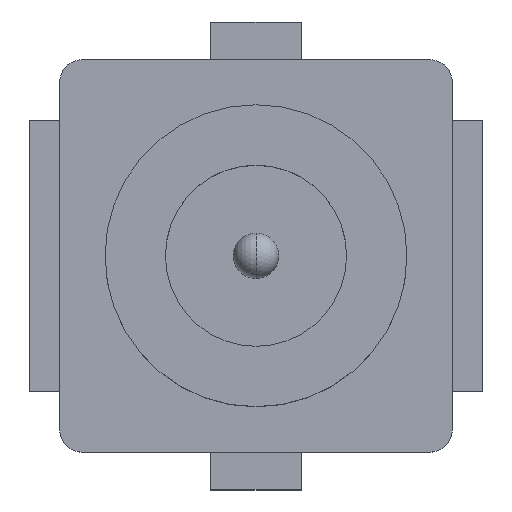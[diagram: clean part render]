
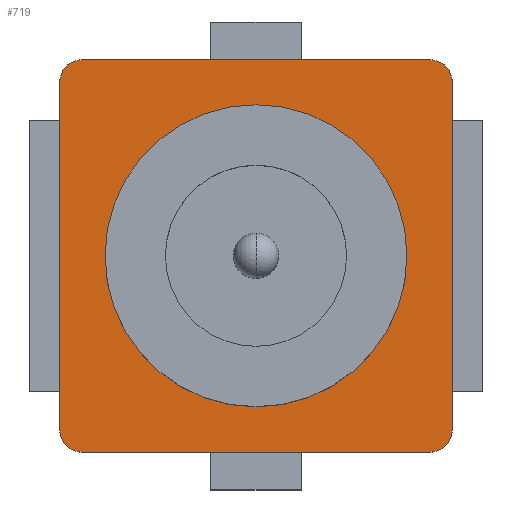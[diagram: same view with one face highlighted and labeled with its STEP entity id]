
A CAD part, top view. The second image highlights one B-rep face of the part: STEP entity #719.
In plain terms, the highlighted planar face has unit normal (0, 0, 1).
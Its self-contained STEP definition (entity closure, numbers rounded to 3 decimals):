
#1 = EDGE_CURVE ( 'NONE', #1390, #774, #1568, .T. ) ;
#7 = CIRCLE ( 'NONE', #1602, 0.15 ) ;
#40 = CARTESIAN_POINT ( 'NONE',  ( 0.15, 2.6, 0.3 ) ) ;
#65 = DIRECTION ( 'NONE',  ( 0., 0., 1. ) ) ;
#81 = CARTESIAN_POINT ( 'NONE',  ( 1.3, 1.3, 0.3 ) ) ;
#89 = LINE ( 'NONE', #1483, #493 ) ;
#142 = CARTESIAN_POINT ( 'NONE',  ( 2.45, 0., 0.3 ) ) ;
#215 = ORIENTED_EDGE ( 'NONE', *, *, #252, .T. ) ;
#221 = DIRECTION ( 'NONE',  ( -1., 0., 0. ) ) ;
#237 = DIRECTION ( 'NONE',  ( 0., 0., -1. ) ) ;
#240 = CARTESIAN_POINT ( 'NONE',  ( 2.45, 2.45, 0.3 ) ) ;
#252 = EDGE_CURVE ( 'NONE', #1271, #1692, #812, .T. ) ;
#267 = ORIENTED_EDGE ( 'NONE', *, *, #1, .T. ) ;
#276 = CARTESIAN_POINT ( 'NONE',  ( 0., 0.15, 0.3 ) ) ;
#281 = VECTOR ( 'NONE', #1506, 1000. ) ;
#345 = VERTEX_POINT ( 'NONE', #1220 ) ;
#368 = DIRECTION ( 'NONE',  ( -1., 0., 0. ) ) ;
#392 = EDGE_CURVE ( 'NONE', #748, #1366, #665, .T. ) ;
#412 = CARTESIAN_POINT ( 'NONE',  ( 0., 2.6, 0.3 ) ) ;
#420 = ORIENTED_EDGE ( 'NONE', *, *, #777, .T. ) ;
#486 = DIRECTION ( 'NONE',  ( 0., 0., -1. ) ) ;
#493 = VECTOR ( 'NONE', #670, 1000. ) ;
#544 = CARTESIAN_POINT ( 'NONE',  ( 2.45, 0.15, 0.3 ) ) ;
#552 = EDGE_LOOP ( 'NONE', ( #1427, #555, #947, #1625, #267, #1733, #1407, #1414 ) ) ;
#555 = ORIENTED_EDGE ( 'NONE', *, *, #1615, .T. ) ;
#610 = CARTESIAN_POINT ( 'NONE',  ( 0.15, 0.15, 0.3 ) ) ;
#646 = CIRCLE ( 'NONE', #721, 0.15 ) ;
#665 = LINE ( 'NONE', #676, #1707 ) ;
#670 = DIRECTION ( 'NONE',  ( 0., -1., 0. ) ) ;
#671 = EDGE_CURVE ( 'NONE', #1209, #345, #646, .T. ) ;
#676 = CARTESIAN_POINT ( 'NONE',  ( 0., 0., 0.3 ) ) ;
#688 = DIRECTION ( 'NONE',  ( -1., 0., 0. ) ) ;
#689 = CARTESIAN_POINT ( 'NONE',  ( 2.6, 0.15, 0.3 ) ) ;
#719 = ADVANCED_FACE ( 'NONE', ( #835, #1237 ), #1300, .F. ) ;
#721 = AXIS2_PLACEMENT_3D ( 'NONE', #890, #65, #1021 ) ;
#748 = VERTEX_POINT ( 'NONE', #1714 ) ;
#750 = DIRECTION ( 'NONE',  ( -1., 0., 0. ) ) ;
#753 = CIRCLE ( 'NONE', #1080, 1. ) ;
#774 = VERTEX_POINT ( 'NONE', #1582 ) ;
#777 = EDGE_CURVE ( 'NONE', #1692, #1271, #753, .T. ) ;
#812 = CIRCLE ( 'NONE', #967, 1. ) ;
#835 = FACE_BOUND ( 'NONE', #1338, .T. ) ;
#859 = AXIS2_PLACEMENT_3D ( 'NONE', #240, #1186, #368 ) ;
#878 = CARTESIAN_POINT ( 'NONE',  ( 2.3, 1.3, 0.3 ) ) ;
#890 = CARTESIAN_POINT ( 'NONE',  ( 0.15, 2.45, 0.3 ) ) ;
#947 = ORIENTED_EDGE ( 'NONE', *, *, #392, .T. ) ;
#967 = AXIS2_PLACEMENT_3D ( 'NONE', #81, #1037, #221 ) ;
#974 = EDGE_CURVE ( 'NONE', #345, #1350, #89, .T. ) ;
#1021 = DIRECTION ( 'NONE',  ( -1., 0., 0. ) ) ;
#1024 = CARTESIAN_POINT ( 'NONE',  ( 0., 0., 0.3 ) ) ;
#1037 = DIRECTION ( 'NONE',  ( 0., 0., -1. ) ) ;
#1040 = EDGE_CURVE ( 'NONE', #1366, #1390, #7, .T. ) ;
#1044 = CARTESIAN_POINT ( 'NONE',  ( 1.3, 1.3, 0.3 ) ) ;
#1072 = EDGE_CURVE ( 'NONE', #1223, #1209, #1725, .T. ) ;
#1080 = AXIS2_PLACEMENT_3D ( 'NONE', #1044, #237, #1182 ) ;
#1084 = DIRECTION ( 'NONE',  ( 1., 0., 0. ) ) ;
#1100 = DIRECTION ( 'NONE',  ( 0., 1., 0. ) ) ;
#1134 = CARTESIAN_POINT ( 'NONE',  ( 2.45, 2.6, 0.3 ) ) ;
#1175 = AXIS2_PLACEMENT_3D ( 'NONE', #1024, #486, #1437 ) ;
#1182 = DIRECTION ( 'NONE',  ( -1., 0., 0. ) ) ;
#1186 = DIRECTION ( 'NONE',  ( 0., 0., 1. ) ) ;
#1198 = VECTOR ( 'NONE', #1100, 1000. ) ;
#1209 = VERTEX_POINT ( 'NONE', #40 ) ;
#1213 = CIRCLE ( 'NONE', #1712, 0.15 ) ;
#1220 = CARTESIAN_POINT ( 'NONE',  ( 0., 2.45, 0.3 ) ) ;
#1223 = VERTEX_POINT ( 'NONE', #1134 ) ;
#1237 = FACE_OUTER_BOUND ( 'NONE', #552, .T. ) ;
#1271 = VERTEX_POINT ( 'NONE', #878 ) ;
#1300 = PLANE ( 'NONE',  #1175 ) ;
#1315 = CARTESIAN_POINT ( 'NONE',  ( 0.3, 1.3, 0.3 ) ) ;
#1338 = EDGE_LOOP ( 'NONE', ( #420, #215 ) ) ;
#1350 = VERTEX_POINT ( 'NONE', #276 ) ;
#1366 = VERTEX_POINT ( 'NONE', #142 ) ;
#1390 = VERTEX_POINT ( 'NONE', #689 ) ;
#1407 = ORIENTED_EDGE ( 'NONE', *, *, #1072, .T. ) ;
#1414 = ORIENTED_EDGE ( 'NONE', *, *, #671, .T. ) ;
#1427 = ORIENTED_EDGE ( 'NONE', *, *, #974, .T. ) ;
#1437 = DIRECTION ( 'NONE',  ( -1., 0., 0. ) ) ;
#1483 = CARTESIAN_POINT ( 'NONE',  ( 0., 0., 0.3 ) ) ;
#1502 = DIRECTION ( 'NONE',  ( 0., 0., 1. ) ) ;
#1506 = DIRECTION ( 'NONE',  ( -1., 0., 0. ) ) ;
#1519 = CARTESIAN_POINT ( 'NONE',  ( 2.6, 0., 0.3 ) ) ;
#1568 = LINE ( 'NONE', #1519, #1198 ) ;
#1575 = DIRECTION ( 'NONE',  ( 0., 0., 1. ) ) ;
#1582 = CARTESIAN_POINT ( 'NONE',  ( 2.6, 2.45, 0.3 ) ) ;
#1602 = AXIS2_PLACEMENT_3D ( 'NONE', #544, #1502, #688 ) ;
#1615 = EDGE_CURVE ( 'NONE', #1350, #748, #1213, .T. ) ;
#1625 = ORIENTED_EDGE ( 'NONE', *, *, #1040, .T. ) ;
#1692 = VERTEX_POINT ( 'NONE', #1315 ) ;
#1707 = VECTOR ( 'NONE', #1084, 1000. ) ;
#1710 = EDGE_CURVE ( 'NONE', #774, #1223, #1726, .T. ) ;
#1712 = AXIS2_PLACEMENT_3D ( 'NONE', #610, #1575, #750 ) ;
#1714 = CARTESIAN_POINT ( 'NONE',  ( 0.15, 0., 0.3 ) ) ;
#1725 = LINE ( 'NONE', #412, #281 ) ;
#1726 = CIRCLE ( 'NONE', #859, 0.15 ) ;
#1733 = ORIENTED_EDGE ( 'NONE', *, *, #1710, .T. ) ;
